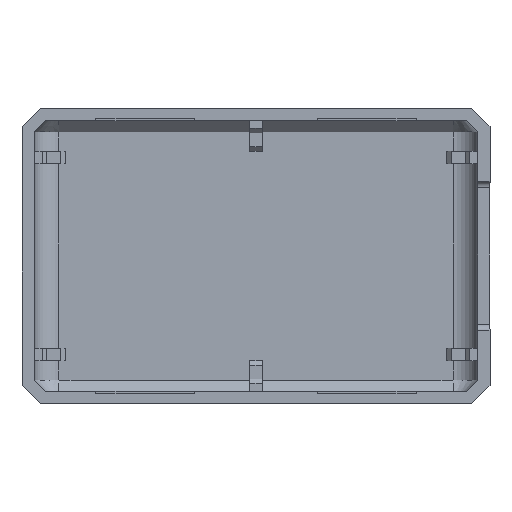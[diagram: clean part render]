
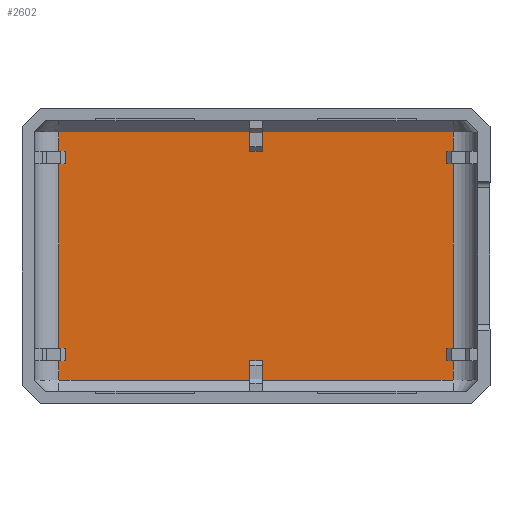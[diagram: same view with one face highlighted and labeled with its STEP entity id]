
A CAD part, top view. The second image highlights one B-rep face of the part: STEP entity #2602.
In plain terms, the highlighted planar face has unit normal (0, 0, 1).
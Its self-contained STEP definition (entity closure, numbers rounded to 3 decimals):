
#110=CARTESIAN_POINT('Vertex',(16.,8.5,-4.)) ;
#113=CARTESIAN_POINT('Line Origine',(15.75,8.5,-4.)) ;
#117=CARTESIAN_POINT('Vertex',(15.5,8.5,-4.)) ;
#192=CARTESIAN_POINT('Line Origine',(15.75,7.5,-4.)) ;
#196=CARTESIAN_POINT('Vertex',(15.5,7.5,-4.)) ;
#198=CARTESIAN_POINT('Vertex',(16.,7.5,-4.)) ;
#307=CARTESIAN_POINT('Line Origine',(15.5,8.,-4.)) ;
#403=CARTESIAN_POINT('Vertex',(-16.,7.5,-4.)) ;
#406=CARTESIAN_POINT('Line Origine',(-15.75,7.5,-4.)) ;
#410=CARTESIAN_POINT('Vertex',(-15.5,7.5,-4.)) ;
#468=CARTESIAN_POINT('Line Origine',(-15.75,8.5,-4.)) ;
#472=CARTESIAN_POINT('Vertex',(-15.5,8.5,-4.)) ;
#474=CARTESIAN_POINT('Vertex',(-16.,8.5,-4.)) ;
#554=CARTESIAN_POINT('Line Origine',(-15.5,8.,-4.)) ;
#657=CARTESIAN_POINT('Vertex',(-15.5,-7.5,-4.)) ;
#660=CARTESIAN_POINT('Line Origine',(-15.75,-7.5,-4.)) ;
#664=CARTESIAN_POINT('Vertex',(-16.,-7.5,-4.)) ;
#721=CARTESIAN_POINT('Vertex',(-15.5,-8.5,-4.)) ;
#747=CARTESIAN_POINT('Vertex',(-16.,-8.5,-4.)) ;
#750=CARTESIAN_POINT('Line Origine',(-15.75,-8.5,-4.)) ;
#791=CARTESIAN_POINT('Line Origine',(-15.5,-8.,-4.)) ;
#880=CARTESIAN_POINT('Vertex',(0.5,8.5,-4.)) ;
#883=CARTESIAN_POINT('Line Origine',(0.5,9.293,-4.)) ;
#887=CARTESIAN_POINT('Vertex',(0.5,10.086,-4.)) ;
#956=CARTESIAN_POINT('Vertex',(-0.5,10.086,-4.)) ;
#959=CARTESIAN_POINT('Line Origine',(-0.5,9.293,-4.)) ;
#963=CARTESIAN_POINT('Vertex',(-0.5,8.5,-4.)) ;
#1043=CARTESIAN_POINT('Line Origine',(0.,8.5,-4.)) ;
#1095=CARTESIAN_POINT('Line Origine',(0.,-8.5,-4.)) ;
#1099=CARTESIAN_POINT('Vertex',(0.5,-8.5,-4.)) ;
#1101=CARTESIAN_POINT('Vertex',(-0.5,-8.5,-4.)) ;
#1121=CARTESIAN_POINT('Line Origine',(-0.5,-9.293,-4.)) ;
#1125=CARTESIAN_POINT('Vertex',(-0.5,-10.086,-4.)) ;
#1231=CARTESIAN_POINT('Vertex',(0.5,-10.086,-4.)) ;
#1234=CARTESIAN_POINT('Line Origine',(0.5,-9.293,-4.)) ;
#1364=CARTESIAN_POINT('Vertex',(15.5,-8.5,-4.)) ;
#1367=CARTESIAN_POINT('Line Origine',(15.75,-8.5,-4.)) ;
#1371=CARTESIAN_POINT('Vertex',(16.,-8.5,-4.)) ;
#1421=CARTESIAN_POINT('Vertex',(15.5,-7.5,-4.)) ;
#1456=CARTESIAN_POINT('Vertex',(16.,-7.5,-4.)) ;
#1459=CARTESIAN_POINT('Line Origine',(15.75,-7.5,-4.)) ;
#1512=CARTESIAN_POINT('Line Origine',(15.5,-8.,-4.)) ;
#2254=CARTESIAN_POINT('Line Origine',(16.,0.,-4.)) ;
#2258=CARTESIAN_POINT('Vertex',(16.,-10.086,-4.)) ;
#2273=CARTESIAN_POINT('Line Origine',(16.,0.,-4.)) ;
#2325=CARTESIAN_POINT('Line Origine',(0.,-10.086,-4.)) ;
#2329=CARTESIAN_POINT('Vertex',(-16.,-10.086,-4.)) ;
#2380=CARTESIAN_POINT('Line Origine',(0.,-10.086,-4.)) ;
#2397=CARTESIAN_POINT('Line Origine',(-16.,0.,-4.)) ;
#2409=CARTESIAN_POINT('Line Origine',(-16.,0.,-4.)) ;
#2413=CARTESIAN_POINT('Vertex',(-16.,10.086,-4.)) ;
#2428=CARTESIAN_POINT('Line Origine',(-16.,0.,-4.)) ;
#2471=CARTESIAN_POINT('Line Origine',(0.,10.086,-4.)) ;
#2475=CARTESIAN_POINT('Vertex',(16.,10.086,-4.)) ;
#2526=CARTESIAN_POINT('Line Origine',(0.,10.086,-4.)) ;
#2538=CARTESIAN_POINT('Line Origine',(16.,0.,-4.)) ;
#2567=CARTESIAN_POINT('Axis2P3D Location',(0.,0.,-4.)) ;
#114=DIRECTION('Vector Direction',(1.,0.,0.)) ;
#193=DIRECTION('Vector Direction',(1.,0.,0.)) ;
#308=DIRECTION('Vector Direction',(0.,-1.,0.)) ;
#407=DIRECTION('Vector Direction',(-1.,0.,0.)) ;
#469=DIRECTION('Vector Direction',(-1.,0.,0.)) ;
#555=DIRECTION('Vector Direction',(0.,-1.,0.)) ;
#661=DIRECTION('Vector Direction',(-1.,0.,0.)) ;
#751=DIRECTION('Vector Direction',(-1.,0.,0.)) ;
#792=DIRECTION('Vector Direction',(0.,-1.,0.)) ;
#884=DIRECTION('Vector Direction',(0.,1.,0.)) ;
#960=DIRECTION('Vector Direction',(0.,1.,0.)) ;
#1044=DIRECTION('Vector Direction',(-1.,0.,0.)) ;
#1096=DIRECTION('Vector Direction',(-1.,0.,0.)) ;
#1122=DIRECTION('Vector Direction',(0.,-1.,0.)) ;
#1235=DIRECTION('Vector Direction',(0.,-1.,0.)) ;
#1368=DIRECTION('Vector Direction',(1.,0.,0.)) ;
#1460=DIRECTION('Vector Direction',(1.,0.,0.)) ;
#1513=DIRECTION('Vector Direction',(0.,-1.,0.)) ;
#2255=DIRECTION('Vector Direction',(0.,-1.,0.)) ;
#2274=DIRECTION('Vector Direction',(0.,-1.,0.)) ;
#2326=DIRECTION('Vector Direction',(-1.,0.,0.)) ;
#2381=DIRECTION('Vector Direction',(-1.,0.,0.)) ;
#2398=DIRECTION('Vector Direction',(0.,1.,0.)) ;
#2410=DIRECTION('Vector Direction',(0.,1.,0.)) ;
#2429=DIRECTION('Vector Direction',(0.,1.,0.)) ;
#2472=DIRECTION('Vector Direction',(1.,0.,0.)) ;
#2527=DIRECTION('Vector Direction',(1.,0.,0.)) ;
#2539=DIRECTION('Vector Direction',(0.,-1.,0.)) ;
#2568=DIRECTION('Axis2P3D Direction',(0.,0.,1.)) ;
#2569=DIRECTION('Axis2P3D XDirection',(1.,0.,0.)) ;
#2570=AXIS2_PLACEMENT_3D('Plane Axis2P3D',#2567,#2568,#2569) ;
#2573=ORIENTED_EDGE('',*,*,#2401,.F.) ;
#2574=ORIENTED_EDGE('',*,*,#666,.F.) ;
#2575=ORIENTED_EDGE('',*,*,#795,.T.) ;
#2576=ORIENTED_EDGE('',*,*,#754,.T.) ;
#2577=ORIENTED_EDGE('',*,*,#2432,.F.) ;
#2578=ORIENTED_EDGE('',*,*,#2331,.F.) ;
#2579=ORIENTED_EDGE('',*,*,#1127,.F.) ;
#2580=ORIENTED_EDGE('',*,*,#1103,.F.) ;
#2581=ORIENTED_EDGE('',*,*,#1238,.T.) ;
#2582=ORIENTED_EDGE('',*,*,#2384,.F.) ;
#2583=ORIENTED_EDGE('',*,*,#2260,.F.) ;
#2584=ORIENTED_EDGE('',*,*,#1373,.F.) ;
#2585=ORIENTED_EDGE('',*,*,#1516,.F.) ;
#2586=ORIENTED_EDGE('',*,*,#1463,.T.) ;
#2587=ORIENTED_EDGE('',*,*,#2277,.F.) ;
#2588=ORIENTED_EDGE('',*,*,#200,.F.) ;
#2589=ORIENTED_EDGE('',*,*,#311,.F.) ;
#2590=ORIENTED_EDGE('',*,*,#119,.T.) ;
#2591=ORIENTED_EDGE('',*,*,#2542,.F.) ;
#2592=ORIENTED_EDGE('',*,*,#2477,.F.) ;
#2593=ORIENTED_EDGE('',*,*,#889,.F.) ;
#2594=ORIENTED_EDGE('',*,*,#1047,.T.) ;
#2595=ORIENTED_EDGE('',*,*,#965,.T.) ;
#2596=ORIENTED_EDGE('',*,*,#2530,.F.) ;
#2597=ORIENTED_EDGE('',*,*,#2415,.F.) ;
#2598=ORIENTED_EDGE('',*,*,#476,.F.) ;
#2599=ORIENTED_EDGE('',*,*,#558,.T.) ;
#2600=ORIENTED_EDGE('',*,*,#412,.T.) ;
#115=VECTOR('Line Direction',#114,1.) ;
#194=VECTOR('Line Direction',#193,1.) ;
#309=VECTOR('Line Direction',#308,1.) ;
#408=VECTOR('Line Direction',#407,1.) ;
#470=VECTOR('Line Direction',#469,1.) ;
#556=VECTOR('Line Direction',#555,1.) ;
#662=VECTOR('Line Direction',#661,1.) ;
#752=VECTOR('Line Direction',#751,1.) ;
#793=VECTOR('Line Direction',#792,1.) ;
#885=VECTOR('Line Direction',#884,1.) ;
#961=VECTOR('Line Direction',#960,1.) ;
#1045=VECTOR('Line Direction',#1044,1.) ;
#1097=VECTOR('Line Direction',#1096,1.) ;
#1123=VECTOR('Line Direction',#1122,1.) ;
#1236=VECTOR('Line Direction',#1235,1.) ;
#1369=VECTOR('Line Direction',#1368,1.) ;
#1461=VECTOR('Line Direction',#1460,1.) ;
#1514=VECTOR('Line Direction',#1513,1.) ;
#2256=VECTOR('Line Direction',#2255,1.) ;
#2275=VECTOR('Line Direction',#2274,1.) ;
#2327=VECTOR('Line Direction',#2326,1.) ;
#2382=VECTOR('Line Direction',#2381,1.) ;
#2399=VECTOR('Line Direction',#2398,1.) ;
#2411=VECTOR('Line Direction',#2410,1.) ;
#2430=VECTOR('Line Direction',#2429,1.) ;
#2473=VECTOR('Line Direction',#2472,1.) ;
#2528=VECTOR('Line Direction',#2527,1.) ;
#2540=VECTOR('Line Direction',#2539,1.) ;
#2602=ADVANCED_FACE('PartBody',(#2601),#2571,.T.) ;
#119=EDGE_CURVE('',#118,#111,#116,.T.) ;
#200=EDGE_CURVE('',#197,#199,#195,.T.) ;
#311=EDGE_CURVE('',#118,#197,#310,.T.) ;
#412=EDGE_CURVE('',#411,#404,#409,.T.) ;
#476=EDGE_CURVE('',#473,#475,#471,.T.) ;
#558=EDGE_CURVE('',#473,#411,#557,.T.) ;
#666=EDGE_CURVE('',#658,#665,#663,.T.) ;
#754=EDGE_CURVE('',#722,#748,#753,.T.) ;
#795=EDGE_CURVE('',#658,#722,#794,.T.) ;
#889=EDGE_CURVE('',#881,#888,#886,.T.) ;
#965=EDGE_CURVE('',#964,#957,#962,.T.) ;
#1047=EDGE_CURVE('',#881,#964,#1046,.T.) ;
#1103=EDGE_CURVE('',#1100,#1102,#1098,.T.) ;
#1127=EDGE_CURVE('',#1102,#1126,#1124,.T.) ;
#1238=EDGE_CURVE('',#1100,#1232,#1237,.T.) ;
#1373=EDGE_CURVE('',#1365,#1372,#1370,.T.) ;
#1463=EDGE_CURVE('',#1422,#1457,#1462,.T.) ;
#1516=EDGE_CURVE('',#1422,#1365,#1515,.T.) ;
#2260=EDGE_CURVE('',#1372,#2259,#2257,.T.) ;
#2277=EDGE_CURVE('',#199,#1457,#2276,.T.) ;
#2331=EDGE_CURVE('',#1126,#2330,#2328,.T.) ;
#2384=EDGE_CURVE('',#2259,#1232,#2383,.T.) ;
#2401=EDGE_CURVE('',#665,#404,#2400,.T.) ;
#2415=EDGE_CURVE('',#475,#2414,#2412,.T.) ;
#2432=EDGE_CURVE('',#2330,#748,#2431,.T.) ;
#2477=EDGE_CURVE('',#888,#2476,#2474,.T.) ;
#2530=EDGE_CURVE('',#2414,#957,#2529,.T.) ;
#2542=EDGE_CURVE('',#2476,#111,#2541,.T.) ;
#2572=EDGE_LOOP('',(#2573,#2574,#2575,#2576,#2577,#2578,#2579,#2580,#2581,#2582,#2583,#2584,#2585,#2586,#2587,#2588,#2589,#2590,#2591,#2592,#2593,#2594,#2595,#2596,#2597,#2598,#2599,#2600)) ;
#2601=FACE_OUTER_BOUND('',#2572,.T.) ;
#116=LINE('Line',#113,#115) ;
#195=LINE('Line',#192,#194) ;
#310=LINE('Line',#307,#309) ;
#409=LINE('Line',#406,#408) ;
#471=LINE('Line',#468,#470) ;
#557=LINE('Line',#554,#556) ;
#663=LINE('Line',#660,#662) ;
#753=LINE('Line',#750,#752) ;
#794=LINE('Line',#791,#793) ;
#886=LINE('Line',#883,#885) ;
#962=LINE('Line',#959,#961) ;
#1046=LINE('Line',#1043,#1045) ;
#1098=LINE('Line',#1095,#1097) ;
#1124=LINE('Line',#1121,#1123) ;
#1237=LINE('Line',#1234,#1236) ;
#1370=LINE('Line',#1367,#1369) ;
#1462=LINE('Line',#1459,#1461) ;
#1515=LINE('Line',#1512,#1514) ;
#2257=LINE('Line',#2254,#2256) ;
#2276=LINE('Line',#2273,#2275) ;
#2328=LINE('Line',#2325,#2327) ;
#2383=LINE('Line',#2380,#2382) ;
#2400=LINE('Line',#2397,#2399) ;
#2412=LINE('Line',#2409,#2411) ;
#2431=LINE('Line',#2428,#2430) ;
#2474=LINE('Line',#2471,#2473) ;
#2529=LINE('Line',#2526,#2528) ;
#2541=LINE('Line',#2538,#2540) ;
#2571=PLANE('',#2570) ;
#111=VERTEX_POINT('',#110) ;
#118=VERTEX_POINT('',#117) ;
#197=VERTEX_POINT('',#196) ;
#199=VERTEX_POINT('',#198) ;
#404=VERTEX_POINT('',#403) ;
#411=VERTEX_POINT('',#410) ;
#473=VERTEX_POINT('',#472) ;
#475=VERTEX_POINT('',#474) ;
#658=VERTEX_POINT('',#657) ;
#665=VERTEX_POINT('',#664) ;
#722=VERTEX_POINT('',#721) ;
#748=VERTEX_POINT('',#747) ;
#881=VERTEX_POINT('',#880) ;
#888=VERTEX_POINT('',#887) ;
#957=VERTEX_POINT('',#956) ;
#964=VERTEX_POINT('',#963) ;
#1100=VERTEX_POINT('',#1099) ;
#1102=VERTEX_POINT('',#1101) ;
#1126=VERTEX_POINT('',#1125) ;
#1232=VERTEX_POINT('',#1231) ;
#1365=VERTEX_POINT('',#1364) ;
#1372=VERTEX_POINT('',#1371) ;
#1422=VERTEX_POINT('',#1421) ;
#1457=VERTEX_POINT('',#1456) ;
#2259=VERTEX_POINT('',#2258) ;
#2330=VERTEX_POINT('',#2329) ;
#2414=VERTEX_POINT('',#2413) ;
#2476=VERTEX_POINT('',#2475) ;
